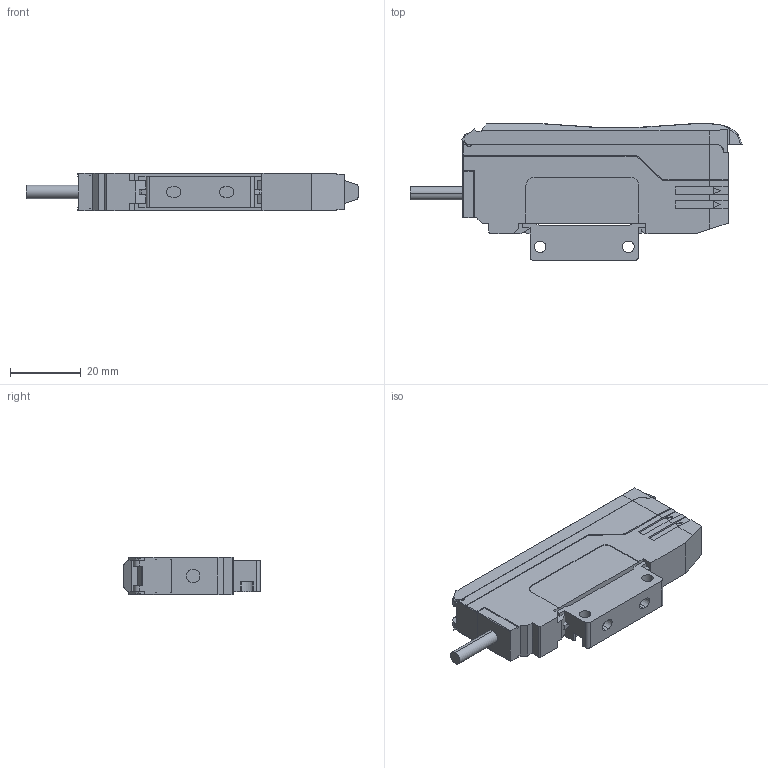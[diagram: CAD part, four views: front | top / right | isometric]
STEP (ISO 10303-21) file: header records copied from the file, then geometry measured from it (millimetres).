
FILE_DESCRIPTION((''),'2;1');
FILE_NAME('ER2-22H_ASM','2021-11-04T16:10:06',('Administrator'),(''),'CREO PARAMETRIC BY PTC INC, 2018400','CREO PARAMETRIC BY PTC INC, 2018400','');
FILE_SCHEMA(('CONFIG_CONTROL_DESIGN'));
Products named in the file (5): ER2-22H; ER2-22H-GAIZI; 0; PLASTIC_BASE_; ER2-22H_ASM
Assembly tree (4 placements, depth 2):
  ER2-22H_ASM
    ER2-22H
    ER2-22H-GAIZI
    0
    PLASTIC_BASE_
Bounding box: 94.05 x 38.7 x 10.6 mm (x, y, z)
Volume: 24718 mm3; surface area: 12239.9 mm2
Topology: 6 solids, 6 shells, 2069 faces, 5518 edges, 3642 vertices
Faces by surface type: plane 1377, extrusion 492, cylinder 143, bspline 24, sphere 20, cone 8, torus 5
Entity records: 66448 total; most frequent: CARTESIAN_POINT 16564, ORIENTED_EDGE 11036, DIRECTION 8395, EDGE_CURVE 5518, VECTOR 4667, LINE 4175, VERTEX_POINT 3642, EDGE_LOOP 2260
